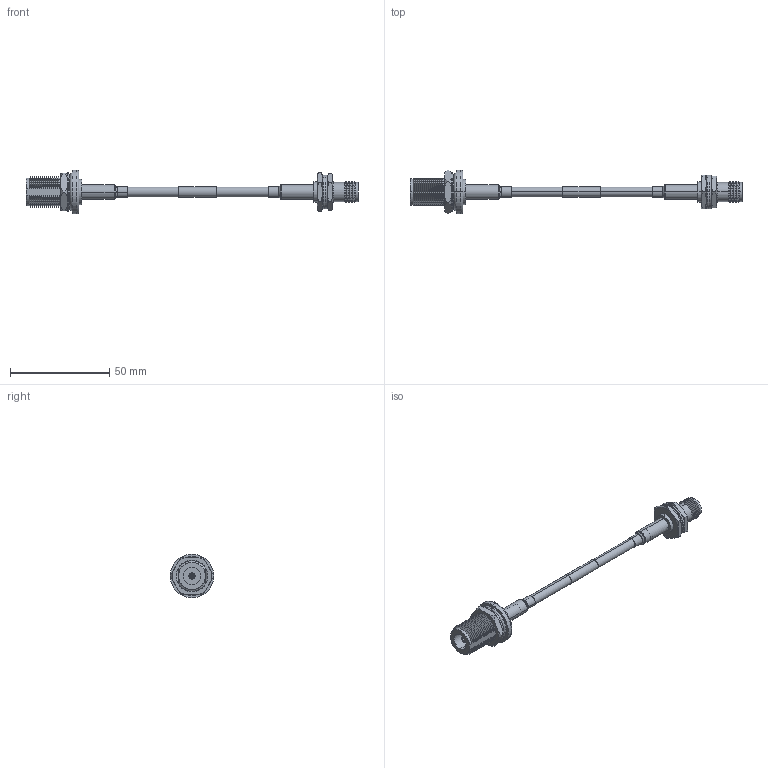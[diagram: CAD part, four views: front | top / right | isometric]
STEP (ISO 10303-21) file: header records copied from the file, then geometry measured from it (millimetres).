
FILE_DESCRIPTION (( 'STEP AP203' ), '1' );
FILE_NAME ('LCCA30694.STEP', '2020-09-24T17:06:41', ( '' ), ( '' ), 'SwSTEP 2.0', 'SolidWorks 2018', '' );
FILE_SCHEMA (( 'CONFIG_CONTROL_DESIGN' ));
Length unit declared in the file: inch
Products named in the file (18): ANF-3700-MA1; ATF-3700-MA1; ATF-3700-MA4; RG58C-PROD; ANF-3700-MA3; ATF-3700; ATF-3700-MA2_without fillets; Part3^LCCA30694; 3AA03-013; 3AA02-017; CA-195R-MA1_.195"x1"; ATF-3700-MA5; ATF-3700-MA3; ANF-3700-MA2; ANF-3700; LCCA30694; ATF-3700-MA6; ANF-3700-MA4
Assembly tree (18 placements, depth 3):
  LCCA30694
    RG58C-PROD
    Part3^LCCA30694
    ANF-3700
      ANF-3700-MA1
      ANF-3700-MA3
      3AA03-013
      3AA02-017
      ANF-3700-MA4
      ANF-3700-MA2
    CA-195R-MA1_.195"x1"  x2
    ATF-3700
      ATF-3700-MA1
      ATF-3700-MA4
      ATF-3700-MA2_without fillets
      ATF-3700-MA3
      ATF-3700-MA5
      ATF-3700-MA6
Bounding box: 167.14 x 22 x 22 mm (x, y, z)
Volume: 9667.3 mm3; surface area: 13561.5 mm2
Topology: 16 solids, 16 shells, 733 faces, 1879 edges, 1198 vertices
Faces by surface type: cylinder 286, cone 225, plane 188, torus 34
Entity records: 24729 total; most frequent: CARTESIAN_POINT 5185, DIRECTION 3829, ORIENTED_EDGE 3670, EDGE_CURVE 1835, AXIS2_PLACEMENT_3D 1536, VERTEX_POINT 1174, CIRCLE 802, LINE 757
